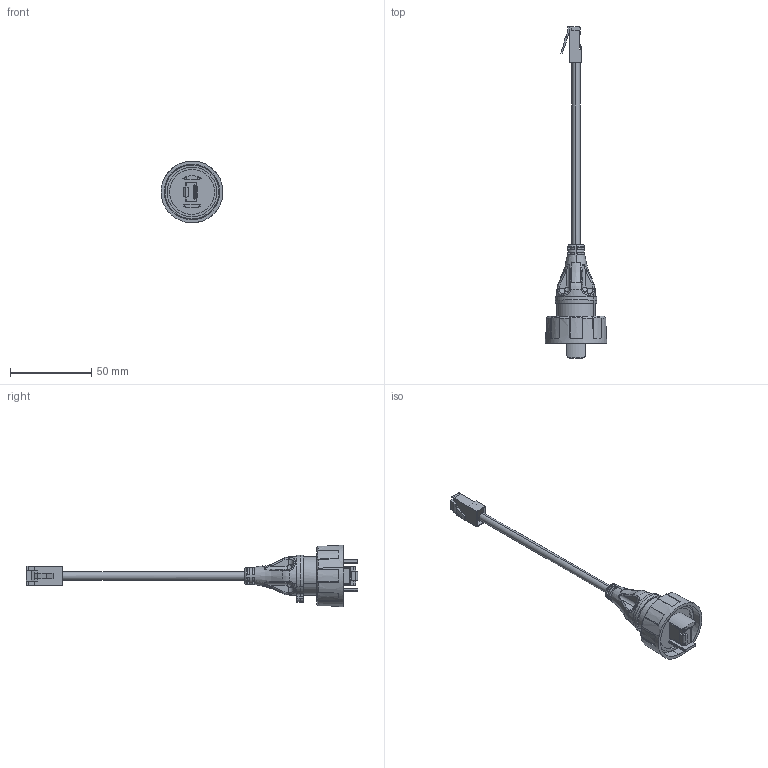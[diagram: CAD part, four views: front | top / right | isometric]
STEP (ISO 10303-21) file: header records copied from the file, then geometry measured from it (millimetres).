
FILE_DESCRIPTION(('STEP AP242'),'1');
FILE_NAME('px0837-xmxx.stp','2023-04-13T12:33:33',('TraceParts'),('TraceParts S.A.'),'Spatial InterOp 3D',' ',' ');
FILE_SCHEMA(('AP242_MANAGED_MODEL_BASED_3D_ENGINEERING_MIM_LF {1 0 10303 442 1 1 4}'));
Length unit declared in the file: millimetre
Products named in the file (1): MSBR
Bounding box: 37.9 x 204.06 x 37.88 mm (x, y, z)
Volume: 30213 mm3; surface area: 15880.3 mm2
Topology: 2 solids, 2 shells, 1573 faces, 4323 edges, 2818 vertices
Faces by surface type: plane 1124, cylinder 262, bspline 139, cone 48
Entity records: 69655 total; most frequent: CARTESIAN_POINT 17165, ORIENTED_EDGE 8632, DIRECTION 7987, EDGE_CURVE 4316, LINE 3017, VECTOR 3017, VERTEX_POINT 2818, AXIS2_PLACEMENT_3D 2485
